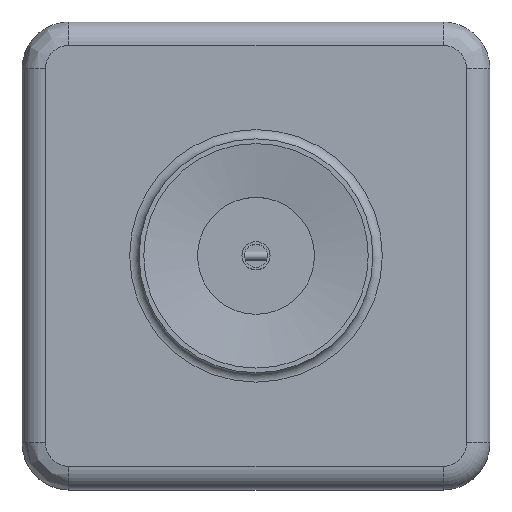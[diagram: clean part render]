
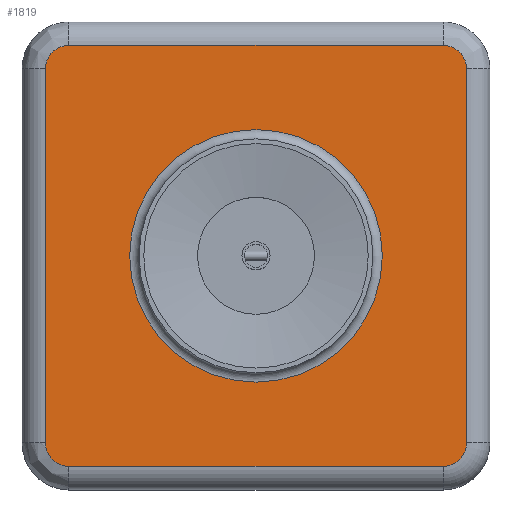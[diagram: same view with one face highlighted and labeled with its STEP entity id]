
A CAD part, top view. The second image highlights one B-rep face of the part: STEP entity #1819.
In plain terms, the highlighted planar face has unit normal (0, 0, 1).
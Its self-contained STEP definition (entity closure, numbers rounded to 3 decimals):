
#414=LINE('',#12236,#796);
#415=LINE('',#12241,#797);
#416=LINE('',#12245,#798);
#417=LINE('',#12249,#799);
#796=VECTOR('',#9545,1.);
#797=VECTOR('',#9548,1.);
#798=VECTOR('',#9551,1.);
#799=VECTOR('',#9554,1.);
#1819=ADVANCED_FACE('',(#2783,#2406),#2087,.T.);
#2087=PLANE('',#7628);
#2406=FACE_OUTER_BOUND('',#3443,.T.);
#2783=FACE_BOUND('',#3442,.T.);
#3442=EDGE_LOOP('',(#4902));
#3443=EDGE_LOOP('',(#4903,#4904,#4905,#4906,#4907,#4908,#4909,#4910));
#4902=ORIENTED_EDGE('',*,*,#6396,.T.);
#4903=ORIENTED_EDGE('',*,*,#6397,.T.);
#4904=ORIENTED_EDGE('',*,*,#6398,.T.);
#4905=ORIENTED_EDGE('',*,*,#6399,.T.);
#4906=ORIENTED_EDGE('',*,*,#6400,.T.);
#4907=ORIENTED_EDGE('',*,*,#6401,.T.);
#4908=ORIENTED_EDGE('',*,*,#6402,.T.);
#4909=ORIENTED_EDGE('',*,*,#6403,.T.);
#4910=ORIENTED_EDGE('',*,*,#6404,.T.);
#5630=VERTEX_POINT('',#12235);
#5631=VERTEX_POINT('',#12237);
#5632=VERTEX_POINT('',#12238);
#5633=VERTEX_POINT('',#12240);
#5634=VERTEX_POINT('',#12242);
#5635=VERTEX_POINT('',#12244);
#5636=VERTEX_POINT('',#12246);
#5637=VERTEX_POINT('',#12248);
#5638=VERTEX_POINT('',#12250);
#6396=EDGE_CURVE('',#5630,#5630,#6830,.T.);
#6397=EDGE_CURVE('',#5631,#5632,#414,.T.);
#6398=EDGE_CURVE('',#5632,#5633,#6831,.T.);
#6399=EDGE_CURVE('',#5633,#5634,#415,.T.);
#6400=EDGE_CURVE('',#5634,#5635,#6832,.T.);
#6401=EDGE_CURVE('',#5635,#5636,#416,.T.);
#6402=EDGE_CURVE('',#5636,#5637,#6833,.T.);
#6403=EDGE_CURVE('',#5637,#5638,#417,.T.);
#6404=EDGE_CURVE('',#5638,#5631,#6834,.T.);
#6830=CIRCLE('',#7623,54.);
#6831=CIRCLE('',#7624,10.);
#6832=CIRCLE('',#7625,10.);
#6833=CIRCLE('',#7626,10.);
#6834=CIRCLE('',#7627,10.);
#7623=AXIS2_PLACEMENT_3D('',#12234,#9543,#9544);
#7624=AXIS2_PLACEMENT_3D('',#12239,#9546,#9547);
#7625=AXIS2_PLACEMENT_3D('',#12243,#9549,#9550);
#7626=AXIS2_PLACEMENT_3D('',#12247,#9552,#9553);
#7627=AXIS2_PLACEMENT_3D('',#12251,#9555,#9556);
#7628=AXIS2_PLACEMENT_3D('',#12252,#9557,#9558);
#9543=DIRECTION('',(0.,0.,-1.));
#9544=DIRECTION('',(1.,0.,0.));
#9545=DIRECTION('',(-1.,0.,0.));
#9546=DIRECTION('',(0.,0.,1.));
#9547=DIRECTION('',(1.,0.,0.));
#9548=DIRECTION('',(0.,-1.,0.));
#9549=DIRECTION('',(0.,0.,1.));
#9550=DIRECTION('',(1.,0.,0.));
#9551=DIRECTION('',(1.,0.,0.));
#9552=DIRECTION('',(0.,0.,1.));
#9553=DIRECTION('',(1.,0.,0.));
#9554=DIRECTION('',(0.,1.,0.));
#9555=DIRECTION('',(0.,0.,1.));
#9556=DIRECTION('',(1.,0.,0.));
#9557=DIRECTION('',(0.,0.,1.));
#9558=DIRECTION('',(1.,0.,0.));
#12234=CARTESIAN_POINT('',(0.,0.,48.));
#12235=CARTESIAN_POINT('',(54.,0.,48.));
#12236=CARTESIAN_POINT('',(80.,90.,48.));
#12237=CARTESIAN_POINT('',(80.,90.,48.));
#12238=CARTESIAN_POINT('',(-80.,90.,48.));
#12239=CARTESIAN_POINT('',(-80.,80.,48.));
#12240=CARTESIAN_POINT('',(-90.,80.,48.));
#12241=CARTESIAN_POINT('',(-90.,80.,48.));
#12242=CARTESIAN_POINT('',(-90.,-80.,48.));
#12243=CARTESIAN_POINT('',(-80.,-80.,48.));
#12244=CARTESIAN_POINT('',(-80.,-90.,48.));
#12245=CARTESIAN_POINT('',(80.,-90.,48.));
#12246=CARTESIAN_POINT('',(80.,-90.,48.));
#12247=CARTESIAN_POINT('',(80.,-80.,48.));
#12248=CARTESIAN_POINT('',(90.,-80.,48.));
#12249=CARTESIAN_POINT('',(90.,80.,48.));
#12250=CARTESIAN_POINT('',(90.,80.,48.));
#12251=CARTESIAN_POINT('',(80.,80.,48.));
#12252=CARTESIAN_POINT('',(80.,80.,48.));
